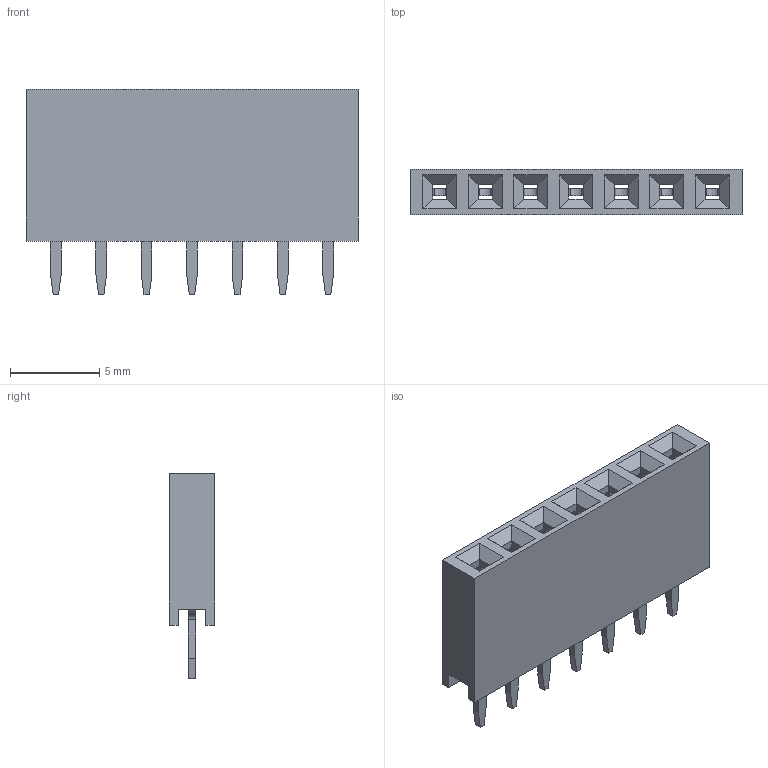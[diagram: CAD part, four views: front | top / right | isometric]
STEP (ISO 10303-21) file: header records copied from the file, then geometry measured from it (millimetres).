
FILE_DESCRIPTION(('STEP AP214'), '1');
FILE_NAME('DS1023-1x5SF11', '2017-07-15T12:29:06', ('Nobody'), (''), 'ASCON STEP Converter 1.3', 'ASCON Math Kernel', '');
FILE_SCHEMA(('AUTOMOTIVE_DESIGN { 1 0 10303 214 3 1 1}'));
Length unit declared in the file: millimetre
Assembly tree (8 placements, depth 2):
  (unnamed)
    (unnamed)
    (unnamed)  x7
Bounding box: 18.58 x 2.54 x 11.5 mm (x, y, z)
Volume: 301.4 mm3; surface area: 1045 mm2
Topology: 8 solids, 8 shells, 339 faces, 962 edges, 632 vertices
Faces by surface type: plane 262, cylinder 77
Entity records: 7184 total; most frequent: CARTESIAN_POINT 994, ORIENTED_EDGE 988, DIRECTION 876, EDGE_CURVE 494, LINE 472, VECTOR 472, VERTEX_POINT 320, AXIS2_PLACEMENT_3D 202
